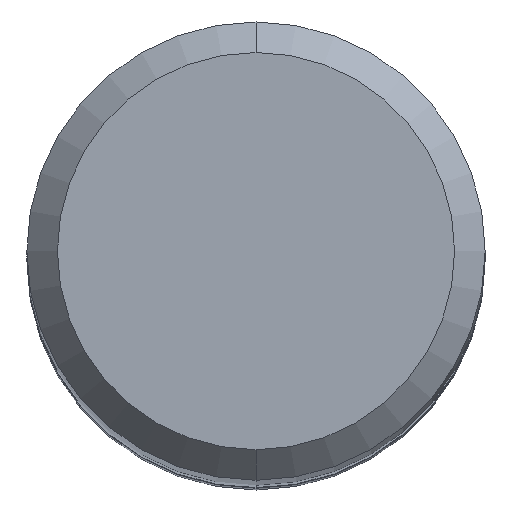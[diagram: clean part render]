
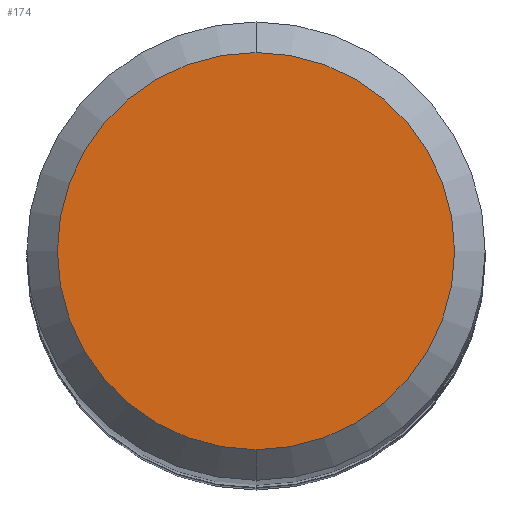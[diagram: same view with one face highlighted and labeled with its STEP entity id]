
A CAD part, top view. The second image highlights one B-rep face of the part: STEP entity #174.
In plain terms, the highlighted planar face has unit normal (0, 0, 1).
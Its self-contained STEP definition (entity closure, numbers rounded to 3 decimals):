
#130=EDGE_CURVE('',#152,#252,#306,.T.);
#152=VERTEX_POINT('',#331);
#174=ADVANCED_FACE('',(#355),#356,.T.);
#230=EDGE_CURVE('',#252,#152,#424,.T.);
#252=VERTEX_POINT('',#446);
#306=CIRCLE('',#500,2.6);
#331=CARTESIAN_POINT('',(0.,-2.6,0.0));
#355=FACE_OUTER_BOUND('',#561,.T.);
#356=PLANE('',#562);
#424=CIRCLE('',#644,2.6);
#446=CARTESIAN_POINT('',(0.0,2.6,0.0));
#500=AXIS2_PLACEMENT_3D('',#715,#716,#717);
#561=EDGE_LOOP('',(#779,#780));
#562=AXIS2_PLACEMENT_3D('',#781,#782,#783);
#644=AXIS2_PLACEMENT_3D('',#882,#883,#884);
#715=CARTESIAN_POINT('',(0.0,0.0,0.0));
#716=DIRECTION('',(0.0,0.0,-1.0));
#717=DIRECTION('',(0.0,1.0,0.0));
#779=ORIENTED_EDGE('',*,*,#230,.F.);
#780=ORIENTED_EDGE('',*,*,#130,.F.);
#781=CARTESIAN_POINT('',(0.0,1.3,0.0));
#782=DIRECTION('',(-0.0,0.0,1.0));
#783=DIRECTION('',(0.0,-1.0,0.0));
#882=CARTESIAN_POINT('',(0.0,0.0,0.0));
#883=DIRECTION('',(0.0,0.0,-1.0));
#884=DIRECTION('',(0.0,1.0,0.0));
